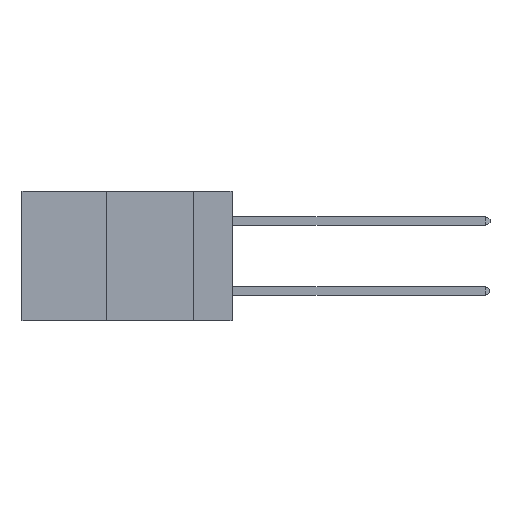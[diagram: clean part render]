
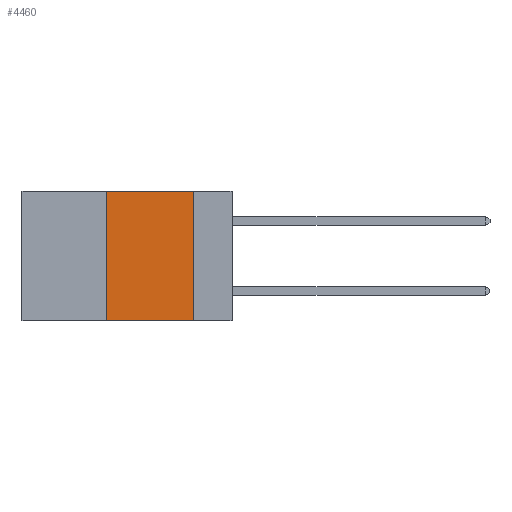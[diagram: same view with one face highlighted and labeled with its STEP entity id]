
A CAD part, left-side view. The second image highlights one B-rep face of the part: STEP entity #4460.
In plain terms, the highlighted planar face has unit normal (-1, 0, 0).
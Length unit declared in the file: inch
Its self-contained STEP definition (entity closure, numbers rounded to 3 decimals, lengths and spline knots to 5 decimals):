
#786 = VECTOR ( 'NONE', #5909, 39.37008 ) ;
#974 = VERTEX_POINT ( 'NONE', #6223 ) ;
#1091 = EDGE_LOOP ( 'NONE', ( #10953, #9662, #7192, #14977 ) ) ;
#2107 = LINE ( 'NONE', #12863, #5273 ) ;
#2147 = CARTESIAN_POINT ( 'NONE',  ( 0., 0.36, -0.37 ) ) ;
#2188 = DIRECTION ( 'NONE',  ( 0., -1., 0. ) ) ;
#2341 = EDGE_CURVE ( 'NONE', #4938, #4918, #15215, .T. ) ;
#2718 = EDGE_CURVE ( 'NONE', #3568, #4938, #2107, .T. ) ;
#3131 = CARTESIAN_POINT ( 'NONE',  ( 0., 0.36, 0. ) ) ;
#3568 = VERTEX_POINT ( 'NONE', #2147 ) ;
#4336 = DIRECTION ( 'NONE',  ( 0., 0., 1. ) ) ;
#4367 = LINE ( 'NONE', #8330, #786 ) ;
#4460 = ADVANCED_FACE ( 'NONE', ( #13476 ), #8591, .F. ) ;
#4918 = VERTEX_POINT ( 'NONE', #8271 ) ;
#4938 = VERTEX_POINT ( 'NONE', #3131 ) ;
#5273 = VECTOR ( 'NONE', #4336, 39.37008 ) ;
#5276 = DIRECTION ( 'NONE',  ( 0., -1., 0. ) ) ;
#5909 = DIRECTION ( 'NONE',  ( 0., 0., -1. ) ) ;
#6223 = CARTESIAN_POINT ( 'NONE',  ( 0., 0.11, -0.37 ) ) ;
#7158 = AXIS2_PLACEMENT_3D ( 'NONE', #14497, #7432, #15697 ) ;
#7192 = ORIENTED_EDGE ( 'NONE', *, *, #2718, .F. ) ;
#7432 = DIRECTION ( 'NONE',  ( 1., 0., 0. ) ) ;
#8271 = CARTESIAN_POINT ( 'NONE',  ( 0., 0.11, 0. ) ) ;
#8330 = CARTESIAN_POINT ( 'NONE',  ( 0., 0.11, 0. ) ) ;
#8591 = PLANE ( 'NONE',  #7158 ) ;
#9076 = EDGE_CURVE ( 'NONE', #3568, #974, #15637, .T. ) ;
#9662 = ORIENTED_EDGE ( 'NONE', *, *, #2341, .F. ) ;
#10953 = ORIENTED_EDGE ( 'NONE', *, *, #12262, .F. ) ;
#12084 = VECTOR ( 'NONE', #2188, 39.37008 ) ;
#12124 = VECTOR ( 'NONE', #5276, 39.37008 ) ;
#12262 = EDGE_CURVE ( 'NONE', #4918, #974, #4367, .T. ) ;
#12863 = CARTESIAN_POINT ( 'NONE',  ( 0., 0.36, 0. ) ) ;
#13476 = FACE_OUTER_BOUND ( 'NONE', #1091, .T. ) ;
#14497 = CARTESIAN_POINT ( 'NONE',  ( 0., 0.6, 0. ) ) ;
#14977 = ORIENTED_EDGE ( 'NONE', *, *, #9076, .T. ) ;
#15215 = LINE ( 'NONE', #15677, #12084 ) ;
#15637 = LINE ( 'NONE', #16009, #12124 ) ;
#15677 = CARTESIAN_POINT ( 'NONE',  ( 0., 0.6, 0. ) ) ;
#15697 = DIRECTION ( 'NONE',  ( 0., 0., -1. ) ) ;
#16009 = CARTESIAN_POINT ( 'NONE',  ( 0., 0.6, -0.37 ) ) ;
